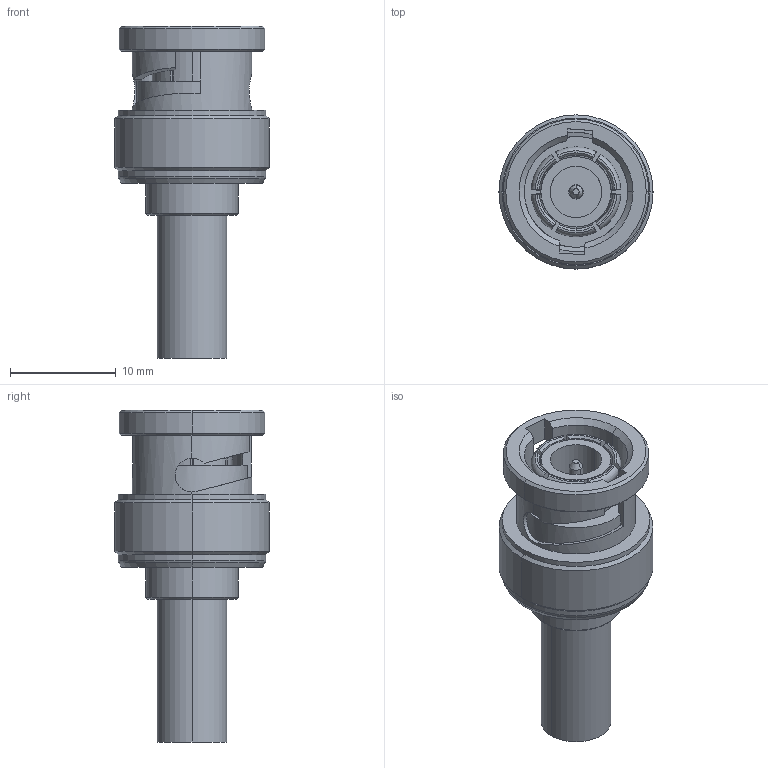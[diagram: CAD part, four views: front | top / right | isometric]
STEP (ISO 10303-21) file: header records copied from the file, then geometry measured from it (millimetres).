
FILE_DESCRIPTION (( 'STEP AP214' ), '1' );
FILE_NAME ('J01000A1256.STEP', '2013-10-29T07:23:41', ( 'Wartung1' ), ( '' ), 'SwSTEP 2.0', 'SolidWorks 2013', '' );
FILE_SCHEMA (( 'AUTOMOTIVE_DESIGN' ));
Length unit declared in the file: millimetre
Products named in the file (1): J01000A1256
Bounding box: 14.6 x 14.6 x 31.45 mm (x, y, z)
Volume: 2087 mm3; surface area: 2185.9 mm2
Topology: 1 solids, 1 shells, 134 faces, 324 edges, 206 vertices
Faces by surface type: cylinder 52, plane 42, cone 32, torus 8
Entity records: 5548 total; most frequent: CARTESIAN_POINT 1025, DIRECTION 650, ORIENTED_EDGE 648, EDGE_CURVE 324, AXIS2_PLACEMENT_3D 253, VERTEX_POINT 206, EDGE_LOOP 152, VECTOR 144
